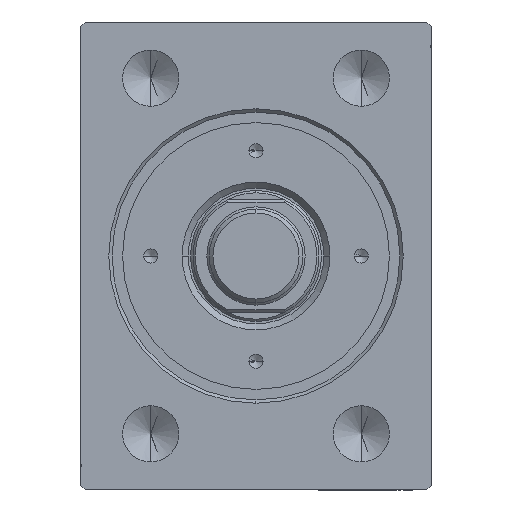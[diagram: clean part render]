
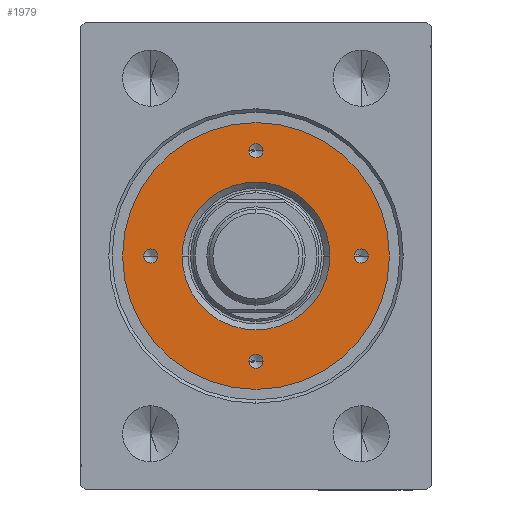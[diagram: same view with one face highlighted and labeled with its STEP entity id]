
A CAD part, left-side view. The second image highlights one B-rep face of the part: STEP entity #1979.
In plain terms, the highlighted face is planar.
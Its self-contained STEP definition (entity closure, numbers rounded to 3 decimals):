
#245 = ORIENTED_EDGE ( 'NONE', *, *, #22158, .F. ) ;
#825 = CARTESIAN_POINT ( 'NONE',  ( 21., 0., 10. ) ) ;
#1727 = DIRECTION ( 'NONE',  ( 1., 0., 0. ) ) ;
#1873 = CARTESIAN_POINT ( 'NONE',  ( -21., 0., 10. ) ) ;
#1894 = EDGE_CURVE ( 'NONE', #28056, #23288, #25002, .T. ) ;
#1979 = ADVANCED_FACE ( 'NONE', ( #19021, #9347, #26185, #16107, #2167, #36532 ), #12057, .T. ) ;
#2155 = EDGE_LOOP ( 'NONE', ( #245, #42620 ) ) ;
#2167 = FACE_BOUND ( 'NONE', #8217, .T. ) ;
#2628 = CIRCLE ( 'NONE', #6226, 15.8 ) ;
#3373 = CARTESIAN_POINT ( 'NONE',  ( 0., 0., 10. ) ) ;
#3858 = DIRECTION ( 'NONE',  ( 0., 0., 1. ) ) ;
#4193 = DIRECTION ( 'NONE',  ( 0., 0., 1. ) ) ;
#4366 = AXIS2_PLACEMENT_3D ( 'NONE', #13536, #3858, #17574 ) ;
#4645 = CARTESIAN_POINT ( 'NONE',  ( 0., 22.5, 10. ) ) ;
#5445 = CARTESIAN_POINT ( 'NONE',  ( 1.5, -22.5, 10. ) ) ;
#5592 = CARTESIAN_POINT ( 'NONE',  ( -1.5, 22.5, 10. ) ) ;
#5645 = CARTESIAN_POINT ( 'NONE',  ( 0., -22.5, 10. ) ) ;
#5650 = AXIS2_PLACEMENT_3D ( 'NONE', #29345, #25737, #40137 ) ;
#5793 = DIRECTION ( 'NONE',  ( 0., 0., 1. ) ) ;
#5962 = ORIENTED_EDGE ( 'NONE', *, *, #33176, .T. ) ;
#6171 = DIRECTION ( 'NONE',  ( 1., 0., 0. ) ) ;
#6226 = AXIS2_PLACEMENT_3D ( 'NONE', #20029, #23611, #13738 ) ;
#7381 = CIRCLE ( 'NONE', #19578, 1.5 ) ;
#8217 = EDGE_LOOP ( 'NONE', ( #25733, #5962 ) ) ;
#8373 = CIRCLE ( 'NONE', #26297, 1.5 ) ;
#8411 = EDGE_CURVE ( 'NONE', #21305, #20218, #34516, .T. ) ;
#8792 = AXIS2_PLACEMENT_3D ( 'NONE', #14542, #4193, #1727 ) ;
#8875 = CARTESIAN_POINT ( 'NONE',  ( 22.5, 0., 10. ) ) ;
#9347 = FACE_BOUND ( 'NONE', #17544, .T. ) ;
#9838 = CARTESIAN_POINT ( 'NONE',  ( 24., 0., 10. ) ) ;
#10267 = DIRECTION ( 'NONE',  ( 0., 0., 1. ) ) ;
#10944 = CIRCLE ( 'NONE', #8792, 1.5 ) ;
#12057 = PLANE ( 'NONE',  #5650 ) ;
#12170 = CIRCLE ( 'NONE', #17878, 28.5 ) ;
#12190 = VERTEX_POINT ( 'NONE', #825 ) ;
#12191 = EDGE_CURVE ( 'NONE', #12190, #22838, #10944, .T. ) ;
#12458 = AXIS2_PLACEMENT_3D ( 'NONE', #38703, #13624, #42313 ) ;
#12926 = CARTESIAN_POINT ( 'NONE',  ( -22.5, 0., 10. ) ) ;
#12957 = CARTESIAN_POINT ( 'NONE',  ( -15.8, 0., 10. ) ) ;
#13536 = CARTESIAN_POINT ( 'NONE',  ( 0., -22.5, 10. ) ) ;
#13616 = ORIENTED_EDGE ( 'NONE', *, *, #1894, .F. ) ;
#13624 = DIRECTION ( 'NONE',  ( 0., 0., 1. ) ) ;
#13738 = DIRECTION ( 'NONE',  ( 1., 0., 0. ) ) ;
#14078 = VERTEX_POINT ( 'NONE', #18694 ) ;
#14179 = ORIENTED_EDGE ( 'NONE', *, *, #8411, .F. ) ;
#14199 = VERTEX_POINT ( 'NONE', #32118 ) ;
#14338 = VERTEX_POINT ( 'NONE', #12957 ) ;
#14542 = CARTESIAN_POINT ( 'NONE',  ( 22.5, 0., 10. ) ) ;
#14965 = EDGE_CURVE ( 'NONE', #25379, #14338, #40358, .T. ) ;
#16107 = FACE_BOUND ( 'NONE', #33741, .T. ) ;
#17544 = EDGE_LOOP ( 'NONE', ( #20245, #13616 ) ) ;
#17574 = DIRECTION ( 'NONE',  ( 1., 0., 0. ) ) ;
#17878 = AXIS2_PLACEMENT_3D ( 'NONE', #33643, #5793, #23074 ) ;
#17910 = DIRECTION ( 'NONE',  ( 0., 0., 1. ) ) ;
#18694 = CARTESIAN_POINT ( 'NONE',  ( 28.5, 0., 10. ) ) ;
#19021 = FACE_BOUND ( 'NONE', #31235, .T. ) ;
#19359 = DIRECTION ( 'NONE',  ( 0., 0., 1. ) ) ;
#19447 = DIRECTION ( 'NONE',  ( 1., 0., 0. ) ) ;
#19578 = AXIS2_PLACEMENT_3D ( 'NONE', #12926, #40120, #19447 ) ;
#20029 = CARTESIAN_POINT ( 'NONE',  ( 0., 0., 10. ) ) ;
#20218 = VERTEX_POINT ( 'NONE', #22112 ) ;
#20245 = ORIENTED_EDGE ( 'NONE', *, *, #40600, .F. ) ;
#21145 = EDGE_CURVE ( 'NONE', #36755, #25604, #36889, .T. ) ;
#21305 = VERTEX_POINT ( 'NONE', #5445 ) ;
#21423 = CARTESIAN_POINT ( 'NONE',  ( 1.5, 22.5, 10. ) ) ;
#21802 = AXIS2_PLACEMENT_3D ( 'NONE', #27762, #10267, #23963 ) ;
#22112 = CARTESIAN_POINT ( 'NONE',  ( -1.5, -22.5, 10. ) ) ;
#22158 = EDGE_CURVE ( 'NONE', #22838, #12190, #22569, .T. ) ;
#22569 = CIRCLE ( 'NONE', #40517, 1.5 ) ;
#22838 = VERTEX_POINT ( 'NONE', #9838 ) ;
#23008 = DIRECTION ( 'NONE',  ( 0., 0., 1. ) ) ;
#23053 = DIRECTION ( 'NONE',  ( 0., 0., 1. ) ) ;
#23074 = DIRECTION ( 'NONE',  ( 1., 0., 0. ) ) ;
#23288 = VERTEX_POINT ( 'NONE', #21423 ) ;
#23611 = DIRECTION ( 'NONE',  ( 0., 0., -1. ) ) ;
#23963 = DIRECTION ( 'NONE',  ( 1., 0., 0. ) ) ;
#24419 = EDGE_CURVE ( 'NONE', #20218, #21305, #8373, .T. ) ;
#25002 = CIRCLE ( 'NONE', #40113, 1.5 ) ;
#25379 = VERTEX_POINT ( 'NONE', #28378 ) ;
#25382 = AXIS2_PLACEMENT_3D ( 'NONE', #39930, #23053, #30018 ) ;
#25604 = VERTEX_POINT ( 'NONE', #26563 ) ;
#25733 = ORIENTED_EDGE ( 'NONE', *, *, #14965, .T. ) ;
#25737 = DIRECTION ( 'NONE',  ( 0., 0., 1. ) ) ;
#26100 = CIRCLE ( 'NONE', #21802, 1.5 ) ;
#26185 = FACE_BOUND ( 'NONE', #2155, .T. ) ;
#26283 = ORIENTED_EDGE ( 'NONE', *, *, #30586, .T. ) ;
#26297 = AXIS2_PLACEMENT_3D ( 'NONE', #5645, #19359, #39360 ) ;
#26563 = CARTESIAN_POINT ( 'NONE',  ( -24., 0., 10. ) ) ;
#27762 = CARTESIAN_POINT ( 'NONE',  ( 0., 22.5, 10. ) ) ;
#27842 = ORIENTED_EDGE ( 'NONE', *, *, #21145, .F. ) ;
#28056 = VERTEX_POINT ( 'NONE', #5592 ) ;
#28378 = CARTESIAN_POINT ( 'NONE',  ( 15.8, 0., 10. ) ) ;
#29067 = ORIENTED_EDGE ( 'NONE', *, *, #39128, .T. ) ;
#29345 = CARTESIAN_POINT ( 'NONE',  ( 0., 0., 10. ) ) ;
#30018 = DIRECTION ( 'NONE',  ( 1., 0., 0. ) ) ;
#30586 = EDGE_CURVE ( 'NONE', #14199, #14078, #12170, .T. ) ;
#31004 = AXIS2_PLACEMENT_3D ( 'NONE', #3373, #34152, #37752 ) ;
#31235 = EDGE_LOOP ( 'NONE', ( #27842, #31586 ) ) ;
#31586 = ORIENTED_EDGE ( 'NONE', *, *, #36567, .F. ) ;
#31596 = DIRECTION ( 'NONE',  ( 1., 0., 0. ) ) ;
#32118 = CARTESIAN_POINT ( 'NONE',  ( -28.5, 0., 10. ) ) ;
#33176 = EDGE_CURVE ( 'NONE', #14338, #25379, #2628, .T. ) ;
#33643 = CARTESIAN_POINT ( 'NONE',  ( 0., 0., 10. ) ) ;
#33741 = EDGE_LOOP ( 'NONE', ( #14179, #43439 ) ) ;
#34152 = DIRECTION ( 'NONE',  ( 0., 0., -1. ) ) ;
#34516 = CIRCLE ( 'NONE', #4366, 1.5 ) ;
#35275 = EDGE_LOOP ( 'NONE', ( #26283, #29067 ) ) ;
#36532 = FACE_OUTER_BOUND ( 'NONE', #35275, .T. ) ;
#36567 = EDGE_CURVE ( 'NONE', #25604, #36755, #7381, .T. ) ;
#36755 = VERTEX_POINT ( 'NONE', #1873 ) ;
#36889 = CIRCLE ( 'NONE', #25382, 1.5 ) ;
#37752 = DIRECTION ( 'NONE',  ( 1., 0., 0. ) ) ;
#38703 = CARTESIAN_POINT ( 'NONE',  ( 0., 0., 10. ) ) ;
#39128 = EDGE_CURVE ( 'NONE', #14078, #14199, #40467, .T. ) ;
#39360 = DIRECTION ( 'NONE',  ( 1., 0., 0. ) ) ;
#39930 = CARTESIAN_POINT ( 'NONE',  ( -22.5, 0., 10. ) ) ;
#40113 = AXIS2_PLACEMENT_3D ( 'NONE', #4645, #17910, #31596 ) ;
#40120 = DIRECTION ( 'NONE',  ( 0., 0., 1. ) ) ;
#40137 = DIRECTION ( 'NONE',  ( 1., 0., 0. ) ) ;
#40358 = CIRCLE ( 'NONE', #31004, 15.8 ) ;
#40467 = CIRCLE ( 'NONE', #12458, 28.5 ) ;
#40517 = AXIS2_PLACEMENT_3D ( 'NONE', #8875, #23008, #6171 ) ;
#40600 = EDGE_CURVE ( 'NONE', #23288, #28056, #26100, .T. ) ;
#42313 = DIRECTION ( 'NONE',  ( 1., 0., 0. ) ) ;
#42620 = ORIENTED_EDGE ( 'NONE', *, *, #12191, .F. ) ;
#43439 = ORIENTED_EDGE ( 'NONE', *, *, #24419, .F. ) ;
